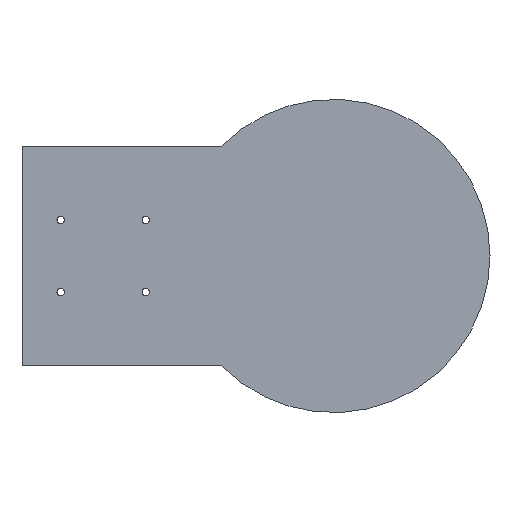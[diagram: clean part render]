
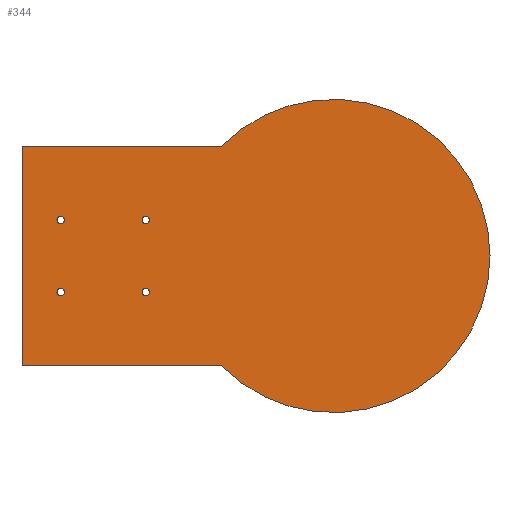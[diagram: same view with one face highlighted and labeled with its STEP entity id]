
A CAD part, front view. The second image highlights one B-rep face of the part: STEP entity #344.
In plain terms, the highlighted planar face has unit normal (0, -1, 0).
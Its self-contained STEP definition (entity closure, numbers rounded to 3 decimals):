
#1=DIRECTION('',(1.,0.,0.));
#2=VECTOR('',#1,89.226);
#3=CARTESIAN_POINT('',(-139.15,0.,-49.067));
#4=LINE('',#3,#2);
#5=DIRECTION('',(0.,0.,-1.));
#6=VECTOR('',#5,98.13);
#7=CARTESIAN_POINT('',(-139.15,0.,49.063));
#8=LINE('',#7,#6);
#9=DIRECTION('',(-1.,0.,0.));
#10=VECTOR('',#9,89.223);
#11=CARTESIAN_POINT('',(-49.928,0.,49.063));
#12=LINE('',#11,#10);
#13=CARTESIAN_POINT('',(-121.85,0.,-16.152));
#14=DIRECTION('',(0.,1.,0.));
#15=DIRECTION('',(1.,0.,0.));
#16=AXIS2_PLACEMENT_3D('',#13,#14,#15);
#18=CARTESIAN_POINT('',(-121.85,0.,-16.152));
#19=DIRECTION('',(0.,1.,0.));
#20=DIRECTION('',(-1.,0.,0.));
#21=AXIS2_PLACEMENT_3D('',#18,#19,#20);
#23=CARTESIAN_POINT('',(-121.845,0.,16.148));
#24=DIRECTION('',(0.,1.,0.));
#25=DIRECTION('',(1.,0.,0.));
#26=AXIS2_PLACEMENT_3D('',#23,#24,#25);
#28=CARTESIAN_POINT('',(-121.845,0.,16.148));
#29=DIRECTION('',(0.,1.,0.));
#30=DIRECTION('',(-1.,0.,0.));
#31=AXIS2_PLACEMENT_3D('',#28,#29,#30);
#33=CARTESIAN_POINT('',(-83.845,0.,-16.152));
#34=DIRECTION('',(0.,1.,0.));
#35=DIRECTION('',(1.,0.,0.));
#36=AXIS2_PLACEMENT_3D('',#33,#34,#35);
#38=CARTESIAN_POINT('',(-83.845,0.,-16.152));
#39=DIRECTION('',(0.,1.,0.));
#40=DIRECTION('',(-1.,0.,0.));
#41=AXIS2_PLACEMENT_3D('',#38,#39,#40);
#43=CARTESIAN_POINT('',(-83.84,0.,16.148));
#44=DIRECTION('',(0.,1.,0.));
#45=DIRECTION('',(1.,0.,0.));
#46=AXIS2_PLACEMENT_3D('',#43,#44,#45);
#48=CARTESIAN_POINT('',(-83.84,0.,16.148));
#49=DIRECTION('',(0.,1.,0.));
#50=DIRECTION('',(-1.,0.,0.));
#51=AXIS2_PLACEMENT_3D('',#48,#49,#50);
#53=CARTESIAN_POINT('',(0.,0.,0.));
#54=DIRECTION('',(0.,-1.,0.));
#55=DIRECTION('',(-0.713,0.,-0.701));
#56=AXIS2_PLACEMENT_3D('',#53,#54,#55);
#253=CARTESIAN_POINT('',(-139.15,0.,49.063));
#254=CARTESIAN_POINT('',(-139.15,0.,-49.067));
#255=VERTEX_POINT('',#253);
#256=VERTEX_POINT('',#254);
#269=CARTESIAN_POINT('',(-49.925,0.,-49.067));
#270=VERTEX_POINT('',#269);
#271=CARTESIAN_POINT('',(-49.928,0.,49.063));
#272=VERTEX_POINT('',#271);
#273=CARTESIAN_POINT('',(-120.185,0.,-16.152));
#274=CARTESIAN_POINT('',(-123.515,0.,-16.152));
#275=VERTEX_POINT('',#273);
#276=VERTEX_POINT('',#274);
#277=CARTESIAN_POINT('',(-120.18,0.,16.148));
#278=CARTESIAN_POINT('',(-123.51,0.,16.148));
#279=VERTEX_POINT('',#277);
#280=VERTEX_POINT('',#278);
#289=CARTESIAN_POINT('',(-82.18,0.,-16.152));
#290=CARTESIAN_POINT('',(-85.51,0.,-16.152));
#291=VERTEX_POINT('',#289);
#292=VERTEX_POINT('',#290);
#293=CARTESIAN_POINT('',(-82.175,0.,16.148));
#294=CARTESIAN_POINT('',(-85.505,0.,16.148));
#295=VERTEX_POINT('',#293);
#296=VERTEX_POINT('',#294);
#305=CARTESIAN_POINT('',(0.,0.,0.));
#306=DIRECTION('',(0.,1.,0.));
#307=DIRECTION('',(1.,0.,0.));
#308=AXIS2_PLACEMENT_3D('',#305,#306,#307);
#309=PLANE('',#308);
#311=ORIENTED_EDGE('',*,*,#310,.F.);
#313=ORIENTED_EDGE('',*,*,#312,.F.);
#315=ORIENTED_EDGE('',*,*,#314,.F.);
#317=ORIENTED_EDGE('',*,*,#316,.F.);
#318=EDGE_LOOP('',(#311,#313,#315,#317));
#319=FACE_OUTER_BOUND('',#318,.F.);
#321=ORIENTED_EDGE('',*,*,#320,.F.);
#323=ORIENTED_EDGE('',*,*,#322,.F.);
#324=EDGE_LOOP('',(#321,#323));
#325=FACE_BOUND('',#324,.F.);
#327=ORIENTED_EDGE('',*,*,#326,.F.);
#329=ORIENTED_EDGE('',*,*,#328,.F.);
#330=EDGE_LOOP('',(#327,#329));
#331=FACE_BOUND('',#330,.F.);
#333=ORIENTED_EDGE('',*,*,#332,.F.);
#335=ORIENTED_EDGE('',*,*,#334,.F.);
#336=EDGE_LOOP('',(#333,#335));
#337=FACE_BOUND('',#336,.F.);
#339=ORIENTED_EDGE('',*,*,#338,.F.);
#341=ORIENTED_EDGE('',*,*,#340,.F.);
#342=EDGE_LOOP('',(#339,#341));
#343=FACE_BOUND('',#342,.F.);
#344=ADVANCED_FACE('',(#319,#325,#331,#337,#343),#309,.F.);
#17=CIRCLE('',#16,1.665);
#22=CIRCLE('',#21,1.665);
#27=CIRCLE('',#26,1.665);
#32=CIRCLE('',#31,1.665);
#37=CIRCLE('',#36,1.665);
#42=CIRCLE('',#41,1.665);
#47=CIRCLE('',#46,1.665);
#52=CIRCLE('',#51,1.665);
#57=CIRCLE('',#56,70.);
#310=EDGE_CURVE('',#270,#272,#57,.T.);
#312=EDGE_CURVE('',#256,#270,#4,.T.);
#314=EDGE_CURVE('',#255,#256,#8,.T.);
#316=EDGE_CURVE('',#272,#255,#12,.T.);
#320=EDGE_CURVE('',#275,#276,#17,.T.);
#322=EDGE_CURVE('',#276,#275,#22,.T.);
#326=EDGE_CURVE('',#279,#280,#27,.T.);
#328=EDGE_CURVE('',#280,#279,#32,.T.);
#332=EDGE_CURVE('',#291,#292,#37,.T.);
#334=EDGE_CURVE('',#292,#291,#42,.T.);
#338=EDGE_CURVE('',#295,#296,#47,.T.);
#340=EDGE_CURVE('',#296,#295,#52,.T.);
